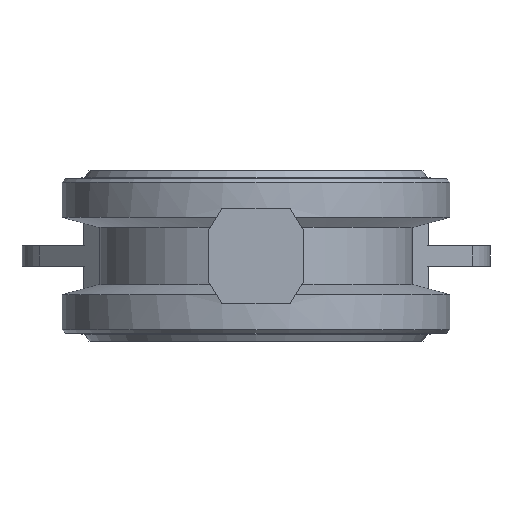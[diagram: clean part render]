
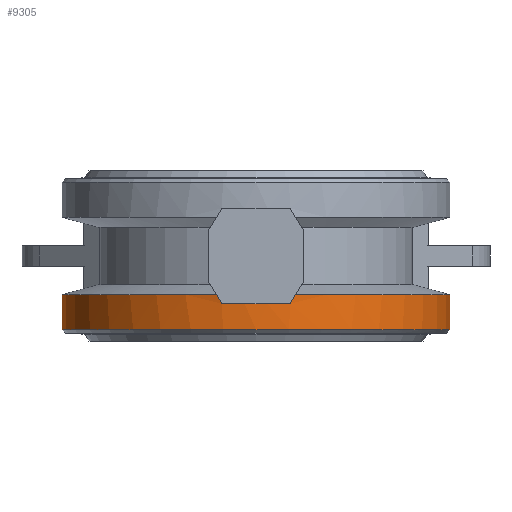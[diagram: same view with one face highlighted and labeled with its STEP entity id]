
A CAD part, front view. The second image highlights one B-rep face of the part: STEP entity #9305.
In plain terms, the highlighted cylindrical face has radius 57 mm (diameter 114 mm), a partial arc.
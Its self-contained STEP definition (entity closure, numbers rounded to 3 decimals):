
#166 = CARTESIAN_POINT ( 'NONE',  ( -10.545, -56.019, -13.114 ) ) ;
#175 = CIRCLE ( 'NONE', #16864, 57. ) ;
#342 = ORIENTED_EDGE ( 'NONE', *, *, #14171, .F. ) ;
#343 = VERTEX_POINT ( 'NONE', #34411 ) ;
#531 = CARTESIAN_POINT ( 'NONE',  ( -11.632, -55.801, -11.348 ) ) ;
#1122 = DIRECTION ( 'NONE',  ( 0., 0., 1. ) ) ;
#1262 = DIRECTION ( 'NONE',  ( 0., 0., -1. ) ) ;
#2447 = ORIENTED_EDGE ( 'NONE', *, *, #17112, .T. ) ;
#2686 = ORIENTED_EDGE ( 'NONE', *, *, #13701, .T. ) ;
#2721 = ORIENTED_EDGE ( 'NONE', *, *, #11305, .T. ) ;
#2841 = LINE ( 'NONE', #21238, #2882 ) ;
#2882 = VECTOR ( 'NONE', #32035, 1000. ) ;
#3229 = ORIENTED_EDGE ( 'NONE', *, *, #15929, .F. ) ;
#3238 = VERTEX_POINT ( 'NONE', #28237 ) ;
#3382 = EDGE_CURVE ( 'NONE', #23246, #10405, #20761, .T. ) ;
#3743 = CARTESIAN_POINT ( 'NONE',  ( 0., 0., -3. ) ) ;
#4058 = AXIS2_PLACEMENT_3D ( 'NONE', #28288, #9028, #21285 ) ;
#4220 = CARTESIAN_POINT ( 'NONE',  ( 45.064, 34.903, -21.7 ) ) ;
#4491 = VERTEX_POINT ( 'NONE', #27081 ) ;
#4642 = EDGE_CURVE ( 'NONE', #5433, #23135, #8247, .T. ) ;
#4767 = CARTESIAN_POINT ( 'NONE',  ( 0., 0., -11.348 ) ) ;
#4852 = VERTEX_POINT ( 'NONE', #27419 ) ;
#4892 = CARTESIAN_POINT ( 'NONE',  ( -50.733, 25.984, 500000. ) ) ;
#5433 = VERTEX_POINT ( 'NONE', #8844 ) ;
#6356 = CYLINDRICAL_SURFACE ( 'NONE', #4058, 57. ) ;
#6367 = AXIS2_PLACEMENT_3D ( 'NONE', #28792, #28921, #28990 ) ;
#6641 = DIRECTION ( 'NONE',  ( 0., 0., 1. ) ) ;
#7451 = LINE ( 'NONE', #8691, #28842 ) ;
#7612 = DIRECTION ( 'NONE',  ( 1., 0., 0. ) ) ;
#7697 = CIRCLE ( 'NONE', #31707, 57. ) ;
#8247 = CIRCLE ( 'NONE', #21794, 57. ) ;
#8368 = CARTESIAN_POINT ( 'NONE',  ( -45.064, 34.903, -21.7 ) ) ;
#8691 = CARTESIAN_POINT ( 'NONE',  ( -45.064, 34.903, -16. ) ) ;
#8844 = CARTESIAN_POINT ( 'NONE',  ( -45.064, 34.903, -3. ) ) ;
#9028 = DIRECTION ( 'NONE',  ( 0., 0., 1. ) ) ;
#9305 = ADVANCED_FACE ( 'NONE', ( #33950 ), #6356, .T. ) ;
#9753 = ORIENTED_EDGE ( 'NONE', *, *, #14918, .F. ) ;
#10405 = VERTEX_POINT ( 'NONE', #4220 ) ;
#11004 = CARTESIAN_POINT ( 'NONE',  ( -10., -56.116, -14. ) ) ;
#11120 = CARTESIAN_POINT ( 'NONE',  ( 11.632, -55.801, -11.348 ) ) ;
#11305 = EDGE_CURVE ( 'NONE', #30281, #26658, #7697, .T. ) ;
#11598 = EDGE_CURVE ( 'NONE', #4491, #14022, #27205, .T. ) ;
#11639 = ORIENTED_EDGE ( 'NONE', *, *, #15355, .F. ) ;
#11664 = CIRCLE ( 'NONE', #16978, 57. ) ;
#12915 = ORIENTED_EDGE ( 'NONE', *, *, #4642, .F. ) ;
#13701 = EDGE_CURVE ( 'NONE', #26658, #343, #15328, .T. ) ;
#14022 = VERTEX_POINT ( 'NONE', #23303 ) ;
#14122 = EDGE_CURVE ( 'NONE', #10405, #30281, #2841, .T. ) ;
#14171 = EDGE_CURVE ( 'NONE', #23135, #4852, #19574, .T. ) ;
#14918 = EDGE_CURVE ( 'NONE', #20463, #343, #15140, .T. ) ;
#15140 = CIRCLE ( 'NONE', #17988, 57. ) ;
#15321 = CARTESIAN_POINT ( 'NONE',  ( 45.064, 34.903, -3. ) ) ;
#15328 = LINE ( 'NONE', #18423, #23975 ) ;
#15355 = EDGE_CURVE ( 'NONE', #3238, #20463, #28561, .T. ) ;
#15641 = EDGE_CURVE ( 'NONE', #14022, #3238, #11664, .T. ) ;
#15929 = EDGE_CURVE ( 'NONE', #4852, #4491, #175, .T. ) ;
#16864 = AXIS2_PLACEMENT_3D ( 'NONE', #4767, #24194, #7612 ) ;
#16978 = AXIS2_PLACEMENT_3D ( 'NONE', #23293, #6641, #25967 ) ;
#17112 = EDGE_CURVE ( 'NONE', #5433, #23246, #7451, .T. ) ;
#17138 = ORIENTED_EDGE ( 'NONE', *, *, #14122, .T. ) ;
#17820 = CARTESIAN_POINT ( 'NONE',  ( 0., 0., -11.348 ) ) ;
#17988 = AXIS2_PLACEMENT_3D ( 'NONE', #17820, #1122, #20588 ) ;
#18167 = CARTESIAN_POINT ( 'NONE',  ( 50.733, 25.984, -3. ) ) ;
#18350 = DIRECTION ( 'NONE',  ( 0., 0., 1. ) ) ;
#18423 = CARTESIAN_POINT ( 'NONE',  ( 50.733, 25.984, 500000. ) ) ;
#19574 = LINE ( 'NONE', #4892, #19921 ) ;
#19921 = VECTOR ( 'NONE', #21596, 1000. ) ;
#19980 = DIRECTION ( 'NONE',  ( -1., 0., 0. ) ) ;
#20100 = CARTESIAN_POINT ( 'NONE',  ( 0., 0., -3. ) ) ;
#20463 = VERTEX_POINT ( 'NONE', #25492 ) ;
#20508 = CARTESIAN_POINT ( 'NONE',  ( -11.089, -55.914, -12.23 ) ) ;
#20588 = DIRECTION ( 'NONE',  ( 1., 0., 0. ) ) ;
#20761 = CIRCLE ( 'NONE', #6367, 57. ) ;
#21238 = CARTESIAN_POINT ( 'NONE',  ( 45.064, 34.903, -16. ) ) ;
#21285 = DIRECTION ( 'NONE',  ( 1., 0., 0. ) ) ;
#21596 = DIRECTION ( 'NONE',  ( 0., 0., -1. ) ) ;
#21794 = AXIS2_PLACEMENT_3D ( 'NONE', #20100, #18350, #19980 ) ;
#23135 = VERTEX_POINT ( 'NONE', #32457 ) ;
#23246 = VERTEX_POINT ( 'NONE', #8368 ) ;
#23293 = CARTESIAN_POINT ( 'NONE',  ( 0., 0., -14. ) ) ;
#23303 = CARTESIAN_POINT ( 'NONE',  ( -10., -56.116, -14. ) ) ;
#23768 = DIRECTION ( 'NONE',  ( 1., 0., 0. ) ) ;
#23975 = VECTOR ( 'NONE', #1262, 1000. ) ;
#24194 = DIRECTION ( 'NONE',  ( 0., 0., 1. ) ) ;
#24337 = DIRECTION ( 'NONE',  ( 0., 0., -1. ) ) ;
#25492 = CARTESIAN_POINT ( 'NONE',  ( 11.632, -55.801, -11.348 ) ) ;
#25967 = DIRECTION ( 'NONE',  ( 1., 0., 0. ) ) ;
#26658 = VERTEX_POINT ( 'NONE', #18167 ) ;
#26883 = EDGE_LOOP ( 'NONE', ( #2447, #32340, #17138, #2721, #2686, #9753, #11639, #32918, #33916, #3229, #342, #12915 ) ) ;
#27081 = CARTESIAN_POINT ( 'NONE',  ( -11.632, -55.801, -11.348 ) ) ;
#27205 =( BOUNDED_CURVE ( )  B_SPLINE_CURVE ( 3, ( #531, #20508, #166, #11004 ),
 .UNSPECIFIED., .F., .T. ) 
 B_SPLINE_CURVE_WITH_KNOTS ( ( 4, 4 ),
 ( 1.365, 1.394 ),
 .UNSPECIFIED. ) 
 CURVE ( )  GEOMETRIC_REPRESENTATION_ITEM ( )  RATIONAL_B_SPLINE_CURVE ( ( 1., 1., 1., 1. ) ) 
 REPRESENTATION_ITEM ( '' )  );
#27237 = CARTESIAN_POINT ( 'NONE',  ( 10.545, -56.019, -13.114 ) ) ;
#27419 = CARTESIAN_POINT ( 'NONE',  ( -50.733, 25.984, -11.348 ) ) ;
#27481 = CARTESIAN_POINT ( 'NONE',  ( 11.089, -55.914, -12.23 ) ) ;
#27861 = DIRECTION ( 'NONE',  ( 0., 0., -1. ) ) ;
#28237 = CARTESIAN_POINT ( 'NONE',  ( 10., -56.116, -14. ) ) ;
#28288 = CARTESIAN_POINT ( 'NONE',  ( 0., 0., 55.8 ) ) ;
#28561 =( BOUNDED_CURVE ( )  B_SPLINE_CURVE ( 3, ( #32712, #27237, #27481, #11120 ),
 .UNSPECIFIED., .F., .T. ) 
 B_SPLINE_CURVE_WITH_KNOTS ( ( 4, 4 ),
 ( 4.889, 4.918 ),
 .UNSPECIFIED. ) 
 CURVE ( )  GEOMETRIC_REPRESENTATION_ITEM ( )  RATIONAL_B_SPLINE_CURVE ( ( 1., 1., 1., 1. ) ) 
 REPRESENTATION_ITEM ( '' )  );
#28792 = CARTESIAN_POINT ( 'NONE',  ( 0., 0., -21.7 ) ) ;
#28842 = VECTOR ( 'NONE', #27861, 1000. ) ;
#28921 = DIRECTION ( 'NONE',  ( 0., 0., 1. ) ) ;
#28990 = DIRECTION ( 'NONE',  ( -1., 0., 0. ) ) ;
#30281 = VERTEX_POINT ( 'NONE', #15321 ) ;
#31707 = AXIS2_PLACEMENT_3D ( 'NONE', #3743, #24337, #23768 ) ;
#32035 = DIRECTION ( 'NONE',  ( 0., 0., 1. ) ) ;
#32340 = ORIENTED_EDGE ( 'NONE', *, *, #3382, .T. ) ;
#32457 = CARTESIAN_POINT ( 'NONE',  ( -50.733, 25.984, -3. ) ) ;
#32712 = CARTESIAN_POINT ( 'NONE',  ( 10., -56.116, -14. ) ) ;
#32918 = ORIENTED_EDGE ( 'NONE', *, *, #15641, .F. ) ;
#33916 = ORIENTED_EDGE ( 'NONE', *, *, #11598, .F. ) ;
#33950 = FACE_OUTER_BOUND ( 'NONE', #26883, .T. ) ;
#34411 = CARTESIAN_POINT ( 'NONE',  ( 50.733, 25.984, -11.348 ) ) ;
